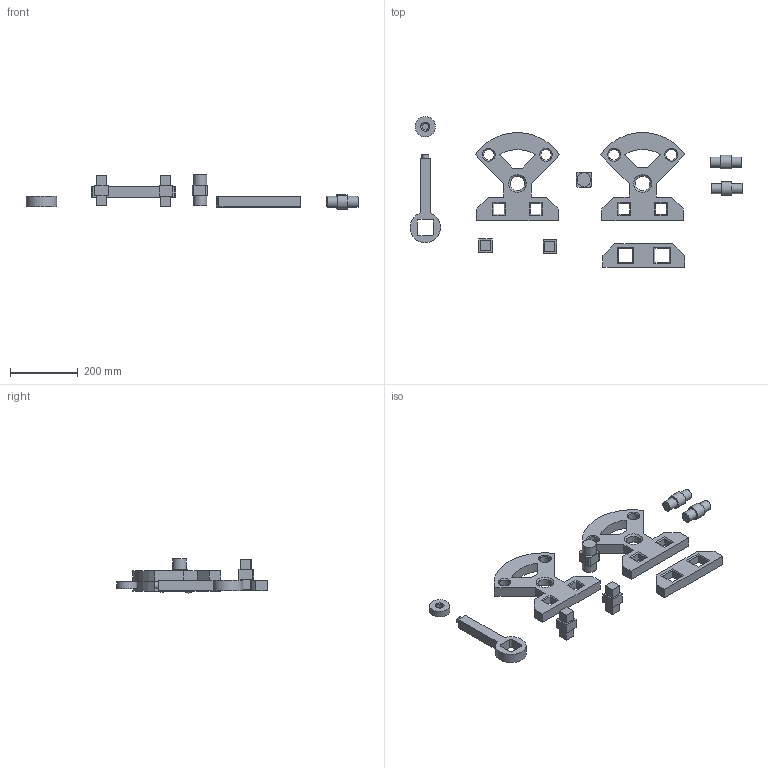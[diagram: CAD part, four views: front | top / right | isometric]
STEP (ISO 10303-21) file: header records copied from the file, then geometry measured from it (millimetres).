
FILE_DESCRIPTION((''),'2;1');
FILE_NAME('Cranfield.stp','2011-05-16T10:21:42',('wantia'),(''),'Autodesk Inventor 2011','Autodesk Inventor 2011','');
FILE_SCHEMA(('AUTOMOTIVE_DESIGN { 1 0 10303 214 1 1 1 1 }'));
Length unit declared in the file: millimetre
Products named in the file (9): Cranfield; CranfieldBase; BolzenGroß; BolzenKlein; BolzenKleinEckig; Pendel; Bruecke; Schraubkopf; CranfieldBase2
Assembly tree (10 placements, depth 2):
  Cranfield
    CranfieldBase
    BolzenGroß
    BolzenKlein  x2
    BolzenKleinEckig  x2
    Pendel
    Bruecke
    Schraubkopf
    CranfieldBase2
Bounding box: 976.79 x 443.91 x 100.35 mm (x, y, z)
Volume: 3282180.6 mm3; surface area: 427358.7 mm2
Topology: 10 solids, 10 shells, 216 faces, 491 edges, 307 vertices
Faces by surface type: plane 173, cylinder 30, cone 13
Full cylindrical faces by diameter (mm): 20 x2, 30 x4, 31 x2, 32 x2, 40 x4, 42 x1, 43 x1, 60 x1
Entity records: 5542 total; most frequent: DIRECTION 910, CARTESIAN_POINT 908, ORIENTED_EDGE 838, EDGE_CURVE 419, VECTOR 352, LINE 352, AXIS2_PLACEMENT_3D 279, VERTEX_POINT 277
